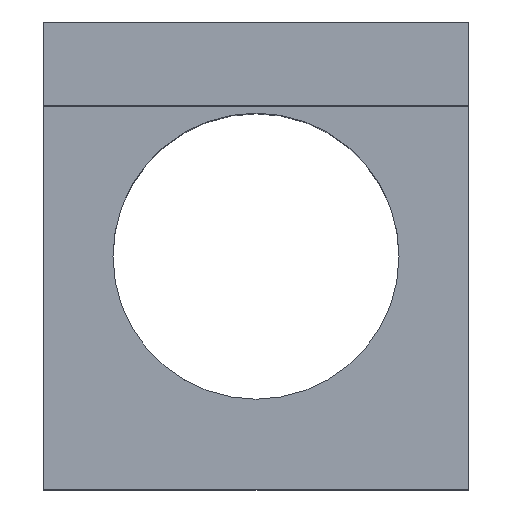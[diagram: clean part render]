
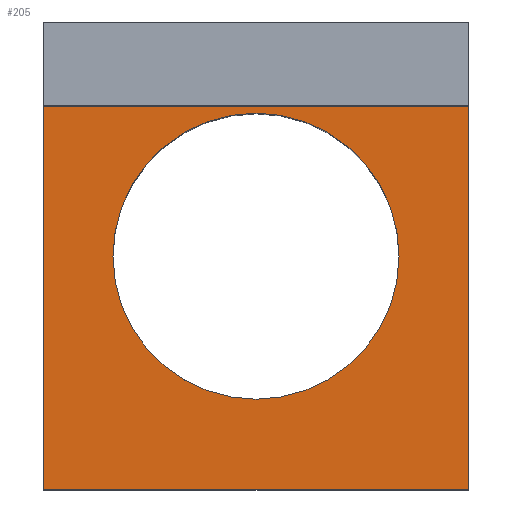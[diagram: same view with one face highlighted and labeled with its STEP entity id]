
A CAD part, top view. The second image highlights one B-rep face of the part: STEP entity #205.
In plain terms, the highlighted planar face has unit normal (0, 0, 1).
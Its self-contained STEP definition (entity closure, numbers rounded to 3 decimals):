
#15=LINE($,#337,#33);
#20=LINE($,#352,#38);
#24=LINE($,#360,#42);
#27=LINE($,#365,#45);
#33=VECTOR($,#242,12.75);
#38=VECTOR($,#257,11.5);
#42=VECTOR($,#263,12.75);
#45=VECTOR($,#268,11.5);
#55=PLANE($,#224);
#68=FACE_BOUND($,#99,.T.);
#74=CIRCLE($,#218,4.294);
#81=FACE_OUTER_BOUND($,#98,.T.);
#98=EDGE_LOOP($,(#183,#184,#185,#186));
#99=EDGE_LOOP($,(#187));
#109=VERTEX_POINT($,#334);
#110=VERTEX_POINT($,#336);
#113=VERTEX_POINT($,#346);
#115=VERTEX_POINT($,#351);
#118=VERTEX_POINT($,#359);
#127=EDGE_CURVE($,#110,#109,#15,.T.);
#132=EDGE_CURVE($,#113,#113,#74,.T.);
#134=EDGE_CURVE($,#110,#115,#20,.T.);
#138=EDGE_CURVE($,#115,#118,#24,.T.);
#141=EDGE_CURVE($,#118,#109,#27,.T.);
#183=ORIENTED_EDGE($,*,*,#127,.T.);
#184=ORIENTED_EDGE($,*,*,#141,.F.);
#185=ORIENTED_EDGE($,*,*,#138,.F.);
#186=ORIENTED_EDGE($,*,*,#134,.F.);
#187=ORIENTED_EDGE($,*,*,#132,.T.);
#205=ADVANCED_FACE($,(#81,#68),#55,.T.);
#218=AXIS2_PLACEMENT_3D($,#347,#251,#252);
#224=AXIS2_PLACEMENT_3D($,#371,#274,#275);
#242=DIRECTION($,(-1.,0.,0.));
#251=DIRECTION('center_axis',(0.,0.,-1.));
#252=DIRECTION('ref_axis',(-1.,0.,0.));
#257=DIRECTION($,(0.,-1.,0.));
#263=DIRECTION($,(-1.,0.,0.));
#268=DIRECTION($,(0.,1.,0.));
#274=DIRECTION('center_axis',(0.,0.,1.));
#275=DIRECTION('ref_axis',(1.,0.,0.));
#334=CARTESIAN_POINT('',(-11.959,6.336,12.));
#336=CARTESIAN_POINT('',(0.791,6.336,12.));
#337=CARTESIAN_POINT($,(-2.396,6.336,12.));
#346=CARTESIAN_POINT('',(-1.289,1.836,12.));
#347=CARTESIAN_POINT('Origin',(-5.584,1.836,12.));
#351=CARTESIAN_POINT('',(0.791,-5.164,12.));
#352=CARTESIAN_POINT($,(0.791,8.836,12.));
#359=CARTESIAN_POINT('',(-11.959,-5.164,12.));
#360=CARTESIAN_POINT($,(0.791,-5.164,12.));
#365=CARTESIAN_POINT($,(-11.959,-5.164,12.));
#371=CARTESIAN_POINT('Origin',(-5.584,1.836,12.));
